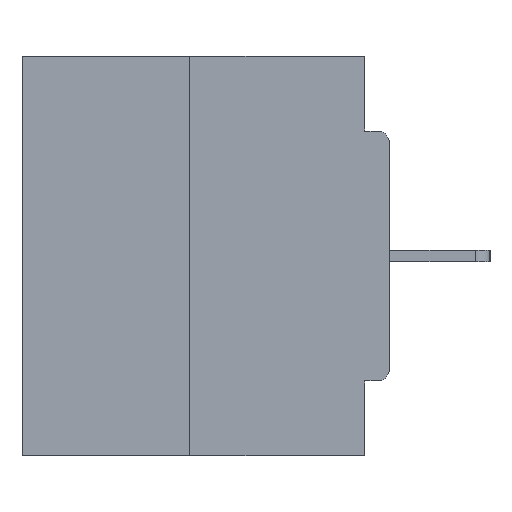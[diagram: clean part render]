
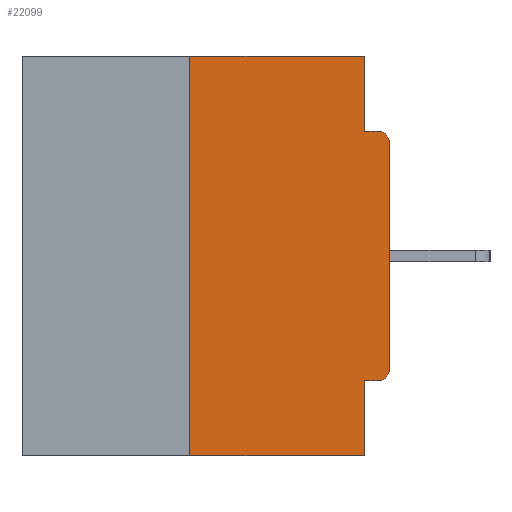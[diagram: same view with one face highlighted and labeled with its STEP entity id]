
A CAD part, left-side view. The second image highlights one B-rep face of the part: STEP entity #22099.
In plain terms, the highlighted planar face has unit normal (-1, 0, 0).
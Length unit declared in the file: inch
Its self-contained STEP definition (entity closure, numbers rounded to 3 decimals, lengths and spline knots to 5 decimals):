
#199 = CARTESIAN_POINT ( 'NONE',  ( 0., 0.031, 0. ) ) ;
#539 = VECTOR ( 'NONE', #12162, 39.37008 ) ;
#903 = CARTESIAN_POINT ( 'NONE',  ( 0., 0.015, -0.4065 ) ) ;
#1992 = LINE ( 'NONE', #16868, #6878 ) ;
#2102 = DIRECTION ( 'NONE',  ( 0., 0., -1. ) ) ;
#2185 = CARTESIAN_POINT ( 'NONE',  ( 0., 0., -0.3915 ) ) ;
#2659 = LINE ( 'NONE', #4642, #11212 ) ;
#2670 = EDGE_CURVE ( 'NONE', #18188, #11693, #30275, .T. ) ;
#2798 = EDGE_CURVE ( 'NONE', #22455, #8567, #4474, .T. ) ;
#3172 = ORIENTED_EDGE ( 'NONE', *, *, #27037, .T. ) ;
#4069 = ORIENTED_EDGE ( 'NONE', *, *, #7848, .F. ) ;
#4474 = LINE ( 'NONE', #199, #539 ) ;
#4526 = VERTEX_POINT ( 'NONE', #5375 ) ;
#4642 = CARTESIAN_POINT ( 'NONE',  ( 0., 0.46, -0.5 ) ) ;
#4885 = ORIENTED_EDGE ( 'NONE', *, *, #31446, .T. ) ;
#5375 = CARTESIAN_POINT ( 'NONE',  ( 0., 0.25, 0. ) ) ;
#5657 = VERTEX_POINT ( 'NONE', #23752 ) ;
#6184 = ORIENTED_EDGE ( 'NONE', *, *, #2670, .T. ) ;
#6665 = CARTESIAN_POINT ( 'NONE',  ( 0., 0.015, -0.1085 ) ) ;
#6844 = LINE ( 'NONE', #7493, #28426 ) ;
#6878 = VECTOR ( 'NONE', #7065, 39.37008 ) ;
#6885 = CARTESIAN_POINT ( 'NONE',  ( 0., 0.25, -0.5 ) ) ;
#7065 = DIRECTION ( 'NONE',  ( 0., 0., 1. ) ) ;
#7493 = CARTESIAN_POINT ( 'NONE',  ( 0., 0.031, -0.5 ) ) ;
#7848 = EDGE_CURVE ( 'NONE', #30218, #5657, #6844, .T. ) ;
#8209 = CARTESIAN_POINT ( 'NONE',  ( 0., 0.46, 0. ) ) ;
#8329 = EDGE_CURVE ( 'NONE', #20292, #5657, #2659, .T. ) ;
#8567 = VERTEX_POINT ( 'NONE', #26195 ) ;
#8702 = DIRECTION ( 'NONE',  ( 0., 0., -1. ) ) ;
#8933 = ORIENTED_EDGE ( 'NONE', *, *, #32054, .F. ) ;
#9636 = EDGE_LOOP ( 'NONE', ( #24721, #24188, #11562, #4069, #15108, #6184, #4885, #3172, #8933, #29661 ) ) ;
#9963 = LINE ( 'NONE', #30185, #13166 ) ;
#10187 = DIRECTION ( 'NONE',  ( 0., -1., 0. ) ) ;
#10282 = EDGE_CURVE ( 'NONE', #20292, #4526, #32018, .T. ) ;
#10611 = CARTESIAN_POINT ( 'NONE',  ( 0., 0.031, 0. ) ) ;
#11212 = VECTOR ( 'NONE', #10187, 39.37008 ) ;
#11225 = AXIS2_PLACEMENT_3D ( 'NONE', #23864, #18622, #28585 ) ;
#11562 = ORIENTED_EDGE ( 'NONE', *, *, #8329, .T. ) ;
#11693 = VERTEX_POINT ( 'NONE', #2185 ) ;
#12162 = DIRECTION ( 'NONE',  ( 0., 0., -1. ) ) ;
#12282 = CARTESIAN_POINT ( 'NONE',  ( 0., 0., -0.4065 ) ) ;
#13166 = VECTOR ( 'NONE', #22696, 39.37008 ) ;
#13936 = DIRECTION ( 'NONE',  ( -1., 0., 0. ) ) ;
#14304 = AXIS2_PLACEMENT_3D ( 'NONE', #6665, #25937, #31149 ) ;
#14526 = VERTEX_POINT ( 'NONE', #31031 ) ;
#15108 = ORIENTED_EDGE ( 'NONE', *, *, #29011, .F. ) ;
#15136 = AXIS2_PLACEMENT_3D ( 'NONE', #26364, #13936, #8702 ) ;
#16868 = CARTESIAN_POINT ( 'NONE',  ( 0., 0., 0. ) ) ;
#17283 = CARTESIAN_POINT ( 'NONE',  ( 0., 0., -0.1085 ) ) ;
#17336 = LINE ( 'NONE', #12282, #29262 ) ;
#18186 = DIRECTION ( 'NONE',  ( 0., -1., 0. ) ) ;
#18188 = VERTEX_POINT ( 'NONE', #903 ) ;
#18227 = VECTOR ( 'NONE', #18186, 39.37008 ) ;
#18598 = EDGE_CURVE ( 'NONE', #4526, #22455, #26203, .T. ) ;
#18622 = DIRECTION ( 'NONE',  ( 1., 0., 0. ) ) ;
#20292 = VERTEX_POINT ( 'NONE', #6885 ) ;
#21912 = CARTESIAN_POINT ( 'NONE',  ( 0., 0.25, 0. ) ) ;
#21925 = DIRECTION ( 'NONE',  ( 0., 1., 0. ) ) ;
#22099 = ADVANCED_FACE ( 'NONE', ( #26151 ), #29080, .F. ) ;
#22455 = VERTEX_POINT ( 'NONE', #10611 ) ;
#22696 = DIRECTION ( 'NONE',  ( 0., -1., 0. ) ) ;
#23752 = CARTESIAN_POINT ( 'NONE',  ( 0., 0.031, -0.5 ) ) ;
#23864 = CARTESIAN_POINT ( 'NONE',  ( 0., 0.46, 0. ) ) ;
#23922 = VERTEX_POINT ( 'NONE', #17283 ) ;
#24188 = ORIENTED_EDGE ( 'NONE', *, *, #10282, .F. ) ;
#24721 = ORIENTED_EDGE ( 'NONE', *, *, #18598, .F. ) ;
#25937 = DIRECTION ( 'NONE',  ( -1., 0., 0. ) ) ;
#26151 = FACE_OUTER_BOUND ( 'NONE', #9636, .T. ) ;
#26195 = CARTESIAN_POINT ( 'NONE',  ( 0., 0.031, -0.0935 ) ) ;
#26203 = LINE ( 'NONE', #8209, #18227 ) ;
#26364 = CARTESIAN_POINT ( 'NONE',  ( 0., 0.015, -0.3915 ) ) ;
#27037 = EDGE_CURVE ( 'NONE', #23922, #14526, #30979, .T. ) ;
#27073 = VECTOR ( 'NONE', #29901, 39.37008 ) ;
#28426 = VECTOR ( 'NONE', #2102, 39.37008 ) ;
#28585 = DIRECTION ( 'NONE',  ( 0., 0., -1. ) ) ;
#29011 = EDGE_CURVE ( 'NONE', #18188, #30218, #17336, .T. ) ;
#29080 = PLANE ( 'NONE',  #11225 ) ;
#29262 = VECTOR ( 'NONE', #21925, 39.37008 ) ;
#29661 = ORIENTED_EDGE ( 'NONE', *, *, #2798, .F. ) ;
#29901 = DIRECTION ( 'NONE',  ( 0., 0., 1. ) ) ;
#30185 = CARTESIAN_POINT ( 'NONE',  ( 0., 0., -0.0935 ) ) ;
#30218 = VERTEX_POINT ( 'NONE', #32036 ) ;
#30275 = CIRCLE ( 'NONE', #15136, 0.015 ) ;
#30979 = CIRCLE ( 'NONE', #14304, 0.015 ) ;
#31031 = CARTESIAN_POINT ( 'NONE',  ( 0., 0.015, -0.0935 ) ) ;
#31149 = DIRECTION ( 'NONE',  ( 0., 0., -1. ) ) ;
#31446 = EDGE_CURVE ( 'NONE', #11693, #23922, #1992, .T. ) ;
#32018 = LINE ( 'NONE', #21912, #27073 ) ;
#32036 = CARTESIAN_POINT ( 'NONE',  ( 0., 0.031, -0.4065 ) ) ;
#32054 = EDGE_CURVE ( 'NONE', #8567, #14526, #9963, .T. ) ;
